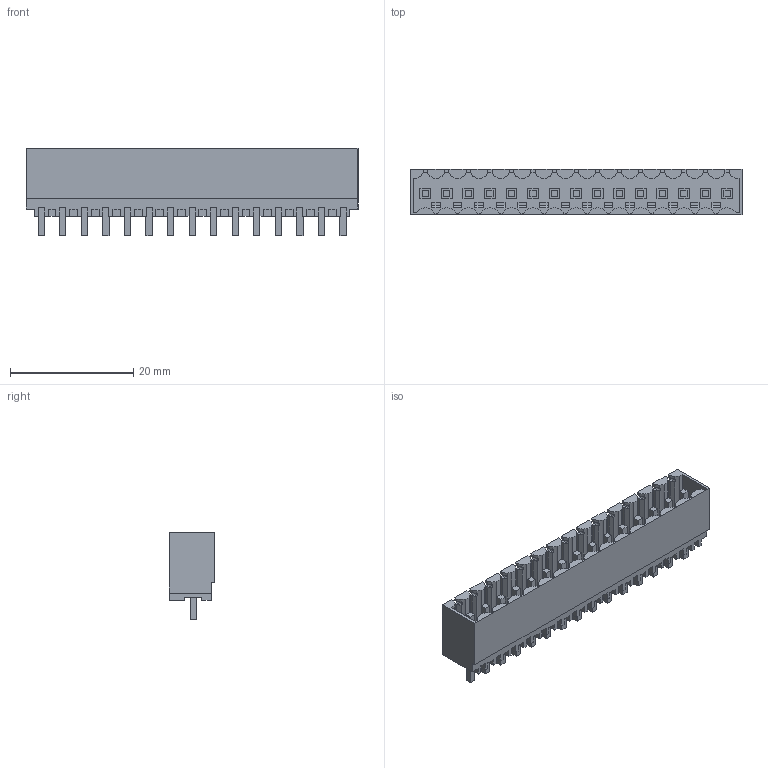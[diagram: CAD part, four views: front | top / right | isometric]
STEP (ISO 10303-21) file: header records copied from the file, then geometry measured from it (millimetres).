
FILE_DESCRIPTION(('CATIA V5 STEP Exchange','CAx-IF Rec.Pracs.--- Model Styling and Organization---1.2---2011-12-15'),'2;1');
FILE_NAME ('D1457259_0_1842440000_1842440000.stp','2018-03-14T17:34:17+00:00',('none'),('Weidmueller'),'CATIA Version 5-6 Release 2014','CATIA V5 STEP AP214','none');
FILE_SCHEMA(('AUTOMOTIVE_DESIGN { 1 0 10303 214 1 1 1 1 }'));
Length unit declared in the file: millimetre
Products named in the file (1): 1842440000
Bounding box: 53.9 x 7.45 x 14.25 mm (x, y, z)
Volume: 1736.2 mm3; surface area: 4985.4 mm2
Topology: 16 solids, 16 shells, 1101 faces, 3256 edges, 2216 vertices
Faces by surface type: plane 996, cylinder 105
Entity records: 37819 total; most frequent: CARTESIAN_POINT 7565, ORIENTED_EDGE 6512, DIRECTION 5250, EDGE_CURVE 3256, VECTOR 2986, LINE 2986, VERTEX_POINT 2216, AXIS2_PLACEMENT_3D 1163
